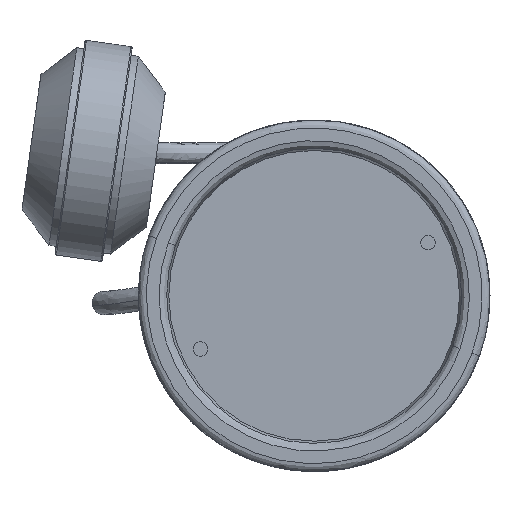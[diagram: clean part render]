
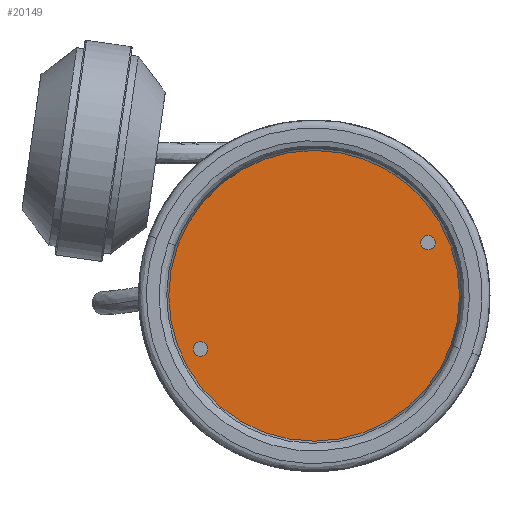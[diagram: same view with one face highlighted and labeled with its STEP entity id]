
A CAD part, front view. The second image highlights one B-rep face of the part: STEP entity #20149.
In plain terms, the highlighted planar face has unit normal (0, -1, 0).
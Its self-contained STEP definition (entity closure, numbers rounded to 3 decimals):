
#3603 = CARTESIAN_POINT ( 'NONE',  ( 0., 5.2, 55. ) ) ;
#3633 = CIRCLE ( 'NONE', #54596, 2.75 ) ;
#3991 = EDGE_CURVE ( 'NONE', #46031, #29049, #3633, .T. ) ;
#5872 = CARTESIAN_POINT ( 'NONE',  ( 0., 5.2, 0. ) ) ;
#7712 = VERTEX_POINT ( 'NONE', #52954 ) ;
#9726 = ORIENTED_EDGE ( 'NONE', *, *, #27506, .T. ) ;
#9899 = AXIS2_PLACEMENT_3D ( 'NONE', #39118, #51995, #45331 ) ;
#14564 = CARTESIAN_POINT ( 'NONE',  ( 30.838, 5.2, 33.588 ) ) ;
#17389 = EDGE_LOOP ( 'NONE', ( #78419, #74343 ) ) ;
#18512 = EDGE_CURVE ( 'NONE', #29049, #46031, #58391, .T. ) ;
#18673 = DIRECTION ( 'NONE',  ( 0., -1., 0. ) ) ;
#20003 = CARTESIAN_POINT ( 'NONE',  ( 33.588, 5.2, 33.588 ) ) ;
#20149 = ADVANCED_FACE ( 'NONE', ( #36581, #37906, #76956 ), #84036, .F. ) ;
#20569 = VERTEX_POINT ( 'NONE', #67249 ) ;
#24775 = CIRCLE ( 'NONE', #38965, 55. ) ;
#24899 = CARTESIAN_POINT ( 'NONE',  ( 33.588, 5.2, 33.588 ) ) ;
#27348 = AXIS2_PLACEMENT_3D ( 'NONE', #50326, #44562, #69846 ) ;
#27506 = EDGE_CURVE ( 'NONE', #57978, #7712, #78636, .T. ) ;
#27843 = DIRECTION ( 'NONE',  ( 0., 0., -1. ) ) ;
#28282 = DIRECTION ( 'NONE',  ( 0., -1., 0. ) ) ;
#29049 = VERTEX_POINT ( 'NONE', #57525 ) ;
#29673 = DIRECTION ( 'NONE',  ( 0., -1., 0. ) ) ;
#35453 = DIRECTION ( 'NONE',  ( 1., 0., 0. ) ) ;
#36327 = CARTESIAN_POINT ( 'NONE',  ( -33.588, 5.2, -33.588 ) ) ;
#36581 = FACE_BOUND ( 'NONE', #17389, .T. ) ;
#37507 = ORIENTED_EDGE ( 'NONE', *, *, #38953, .F. ) ;
#37906 = FACE_BOUND ( 'NONE', #80508, .T. ) ;
#38953 = EDGE_CURVE ( 'NONE', #86681, #20569, #86412, .T. ) ;
#38965 = AXIS2_PLACEMENT_3D ( 'NONE', #5872, #59993, #46252 ) ;
#39118 = CARTESIAN_POINT ( 'NONE',  ( -33.588, 5.2, -33.588 ) ) ;
#42949 = ORIENTED_EDGE ( 'NONE', *, *, #78786, .T. ) ;
#44562 = DIRECTION ( 'NONE',  ( 0., 1., 0. ) ) ;
#45331 = DIRECTION ( 'NONE',  ( 1., 0., 0. ) ) ;
#46031 = VERTEX_POINT ( 'NONE', #14564 ) ;
#46252 = DIRECTION ( 'NONE',  ( 0., 0., -1. ) ) ;
#50326 = CARTESIAN_POINT ( 'NONE',  ( -110., 5.2, -110. ) ) ;
#51819 = CARTESIAN_POINT ( 'NONE',  ( -36.338, 5.2, -33.588 ) ) ;
#51958 = DIRECTION ( 'NONE',  ( 1., 0., 0. ) ) ;
#51995 = DIRECTION ( 'NONE',  ( 0., -1., 0. ) ) ;
#52954 = CARTESIAN_POINT ( 'NONE',  ( 0., 5.2, -55. ) ) ;
#54124 = AXIS2_PLACEMENT_3D ( 'NONE', #20003, #68315, #67876 ) ;
#54558 = AXIS2_PLACEMENT_3D ( 'NONE', #68183, #28282, #27843 ) ;
#54596 = AXIS2_PLACEMENT_3D ( 'NONE', #24899, #18673, #51958 ) ;
#57525 = CARTESIAN_POINT ( 'NONE',  ( 36.338, 5.2, 33.588 ) ) ;
#57978 = VERTEX_POINT ( 'NONE', #3603 ) ;
#58391 = CIRCLE ( 'NONE', #54124, 2.75 ) ;
#59198 = CIRCLE ( 'NONE', #86130, 2.75 ) ;
#59993 = DIRECTION ( 'NONE',  ( 0., -1., 0. ) ) ;
#67249 = CARTESIAN_POINT ( 'NONE',  ( -30.838, 5.2, -33.588 ) ) ;
#67876 = DIRECTION ( 'NONE',  ( 1., 0., 0. ) ) ;
#68183 = CARTESIAN_POINT ( 'NONE',  ( 0., 5.2, 0. ) ) ;
#68315 = DIRECTION ( 'NONE',  ( 0., -1., 0. ) ) ;
#69846 = DIRECTION ( 'NONE',  ( 0., 0., 1. ) ) ;
#71599 = EDGE_CURVE ( 'NONE', #20569, #86681, #59198, .T. ) ;
#73690 = ORIENTED_EDGE ( 'NONE', *, *, #71599, .F. ) ;
#74343 = ORIENTED_EDGE ( 'NONE', *, *, #3991, .F. ) ;
#75579 = EDGE_LOOP ( 'NONE', ( #42949, #9726 ) ) ;
#76956 = FACE_OUTER_BOUND ( 'NONE', #75579, .T. ) ;
#78419 = ORIENTED_EDGE ( 'NONE', *, *, #18512, .F. ) ;
#78636 = CIRCLE ( 'NONE', #54558, 55. ) ;
#78786 = EDGE_CURVE ( 'NONE', #7712, #57978, #24775, .T. ) ;
#80508 = EDGE_LOOP ( 'NONE', ( #73690, #37507 ) ) ;
#84036 = PLANE ( 'NONE',  #27348 ) ;
#86130 = AXIS2_PLACEMENT_3D ( 'NONE', #36327, #29673, #35453 ) ;
#86412 = CIRCLE ( 'NONE', #9899, 2.75 ) ;
#86681 = VERTEX_POINT ( 'NONE', #51819 ) ;
